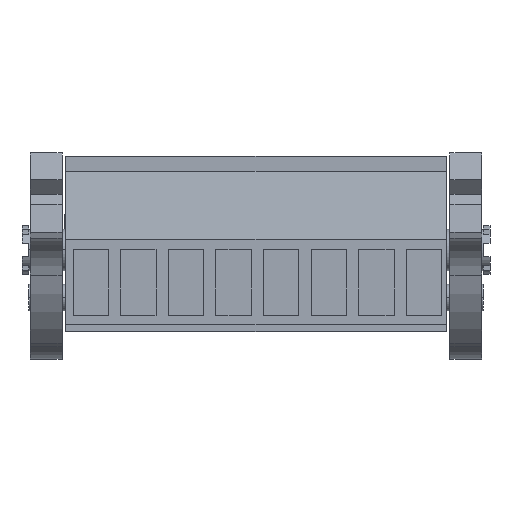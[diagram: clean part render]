
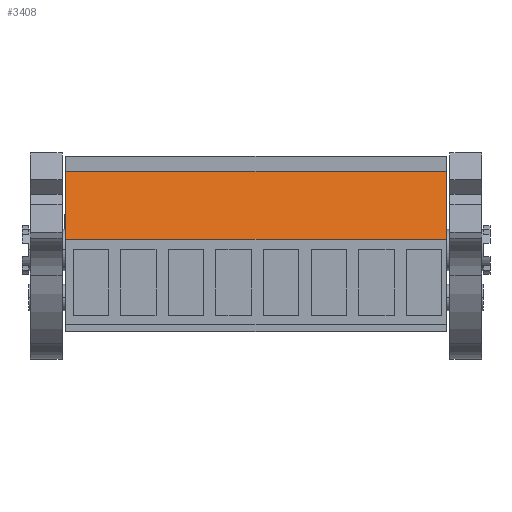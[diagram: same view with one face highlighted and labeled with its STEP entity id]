
A CAD part, top view. The second image highlights one B-rep face of the part: STEP entity #3408.
In plain terms, the highlighted planar face has unit normal (0, 0.205, 0.979).
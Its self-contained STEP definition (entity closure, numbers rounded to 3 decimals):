
#3388=AXIS2_PLACEMENT_3D('Plane Axis2P3D',#3385,#3386,#3387) ;
#112=CARTESIAN_POINT('Vertex',(3.2,8.802,18.1)) ;
#115=CARTESIAN_POINT('Line Origine',(3.2,11.31,17.575)) ;
#119=CARTESIAN_POINT('Vertex',(3.2,13.818,17.05)) ;
#3370=CARTESIAN_POINT('Vertex',(31.2,8.802,18.1)) ;
#3373=CARTESIAN_POINT('Line Origine',(17.2,8.802,18.1)) ;
#3385=CARTESIAN_POINT('Axis2P3D Location',(17.2,8.802,18.1)) ;
#3390=CARTESIAN_POINT('Line Origine',(31.2,11.31,17.575)) ;
#3394=CARTESIAN_POINT('Vertex',(31.2,13.818,17.05)) ;
#3397=CARTESIAN_POINT('Line Origine',(17.2,13.818,17.05)) ;
#116=DIRECTION('Vector Direction',(0.,0.979,-0.205)) ;
#3374=DIRECTION('Vector Direction',(1.,0.,0.)) ;
#3386=DIRECTION('Axis2P3D Direction',(0.,-0.205,-0.979)) ;
#3387=DIRECTION('Axis2P3D XDirection',(0.,0.979,-0.205)) ;
#3391=DIRECTION('Vector Direction',(0.,0.979,-0.205)) ;
#3398=DIRECTION('Vector Direction',(1.,0.,0.)) ;
#117=VECTOR('Line Direction',#116,1.) ;
#3375=VECTOR('Line Direction',#3374,1.) ;
#3392=VECTOR('Line Direction',#3391,1.) ;
#3399=VECTOR('Line Direction',#3398,1.) ;
#3403=ORIENTED_EDGE('',*,*,#121,.F.) ;
#3404=ORIENTED_EDGE('',*,*,#3377,.T.) ;
#3405=ORIENTED_EDGE('',*,*,#3396,.T.) ;
#3406=ORIENTED_EDGE('',*,*,#3401,.F.) ;
#3408=ADVANCED_FACE('HOUSING',(#3407),#3389,.F.) ;
#121=EDGE_CURVE('',#113,#120,#118,.T.) ;
#3377=EDGE_CURVE('',#113,#3371,#3376,.T.) ;
#3396=EDGE_CURVE('',#3371,#3395,#3393,.T.) ;
#3401=EDGE_CURVE('',#120,#3395,#3400,.T.) ;
#3402=EDGE_LOOP('',(#3403,#3404,#3405,#3406)) ;
#3407=FACE_OUTER_BOUND('',#3402,.T.) ;
#118=LINE('Line',#115,#117) ;
#3376=LINE('Line',#3373,#3375) ;
#3393=LINE('Line',#3390,#3392) ;
#3400=LINE('Line',#3397,#3399) ;
#3389=PLANE('',#3388) ;
#113=VERTEX_POINT('',#112) ;
#120=VERTEX_POINT('',#119) ;
#3371=VERTEX_POINT('',#3370) ;
#3395=VERTEX_POINT('',#3394) ;
